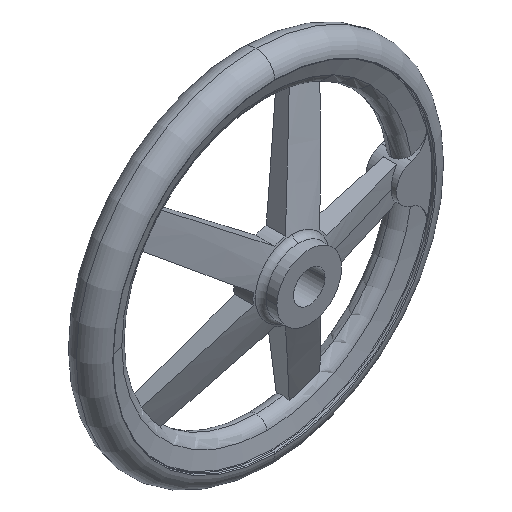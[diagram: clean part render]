
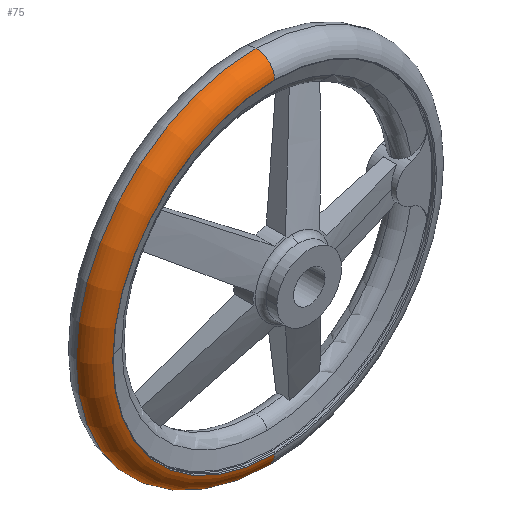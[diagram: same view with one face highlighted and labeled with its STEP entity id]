
A CAD part, isometric view. The second image highlights one B-rep face of the part: STEP entity #75.
In plain terms, the highlighted toroidal (fillet/blend) face has major radius 112 mm and minor radius 13 mm.
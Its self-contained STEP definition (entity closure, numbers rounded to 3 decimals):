
#75 = ADVANCED_FACE( '', ( #144 ), #145, .T. );
#144 = FACE_OUTER_BOUND( '', #283, .T. );
#145 = TOROIDAL_SURFACE( '', #284, 112., 13. );
#283 = EDGE_LOOP( '', ( #422, #423, #424, #425 ) );
#284 = AXIS2_PLACEMENT_3D( '', #426, #427, #428 );
#422 = ORIENTED_EDGE( '', *, *, #1064, .F. );
#423 = ORIENTED_EDGE( '', *, *, #1065, .T. );
#424 = ORIENTED_EDGE( '', *, *, #1066, .T. );
#425 = ORIENTED_EDGE( '', *, *, #1067, .T. );
#426 = CARTESIAN_POINT( '', ( 0., 37., 0. ) );
#427 = DIRECTION( '', ( 0., 1., 0. ) );
#428 = DIRECTION( '', ( 0., 0., 1. ) );
#1064 = EDGE_CURVE( '', #1283, #1284, #1285, .T. );
#1065 = EDGE_CURVE( '', #1283, #1286, #1287, .T. );
#1066 = EDGE_CURVE( '', #1286, #1288, #1289, .T. );
#1067 = EDGE_CURVE( '', #1288, #1284, #1290, .T. );
#1283 = VERTEX_POINT( '', #1646 );
#1284 = VERTEX_POINT( '', #1647 );
#1285 = CIRCLE( '', #1648, 125. );
#1286 = VERTEX_POINT( '', #1649 );
#1287 = CIRCLE( '', #1650, 13. );
#1288 = VERTEX_POINT( '', #1651 );
#1289 = CIRCLE( '', #1652, 112.542 );
#1290 = CIRCLE( '', #1653, 13. );
#1646 = CARTESIAN_POINT( '', ( 0., 37., -125. ) );
#1647 = CARTESIAN_POINT( '', ( 0., 37., 125. ) );
#1648 = AXIS2_PLACEMENT_3D( '', #3145, #3146, #3147 );
#1649 = CARTESIAN_POINT( '', ( 0., 24.011, -112.542 ) );
#1650 = AXIS2_PLACEMENT_3D( '', #3148, #3149, #3150 );
#1651 = CARTESIAN_POINT( '', ( 0., 24.011, 112.542 ) );
#1652 = AXIS2_PLACEMENT_3D( '', #3151, #3152, #3153 );
#1653 = AXIS2_PLACEMENT_3D( '', #3154, #3155, #3156 );
#3145 = CARTESIAN_POINT( '', ( 0., 37., 0. ) );
#3146 = DIRECTION( '', ( 0., 1., 0. ) );
#3147 = DIRECTION( '', ( 0., 0., 1. ) );
#3148 = CARTESIAN_POINT( '', ( 0., 37., -112. ) );
#3149 = DIRECTION( '', ( -1., 0., 0. ) );
#3150 = DIRECTION( '', ( 0., 0., -1. ) );
#3151 = CARTESIAN_POINT( '', ( 0., 24.011, 0. ) );
#3152 = DIRECTION( '', ( 0., 1., 0. ) );
#3153 = DIRECTION( '', ( 1., 0., 0. ) );
#3154 = CARTESIAN_POINT( '', ( 0., 37., 112. ) );
#3155 = DIRECTION( '', ( -1., 0., 0. ) );
#3156 = DIRECTION( '', ( 0., 0., 1. ) );
